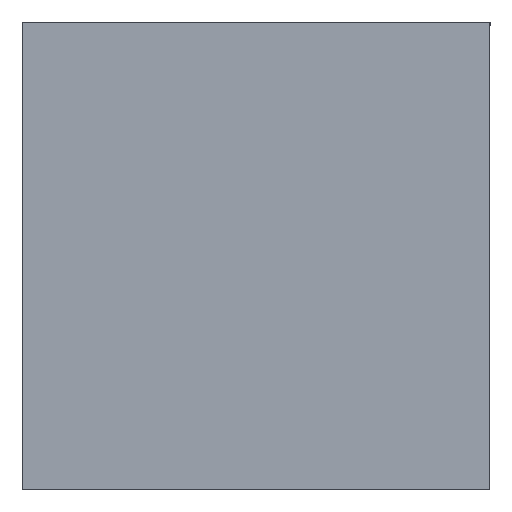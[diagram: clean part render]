
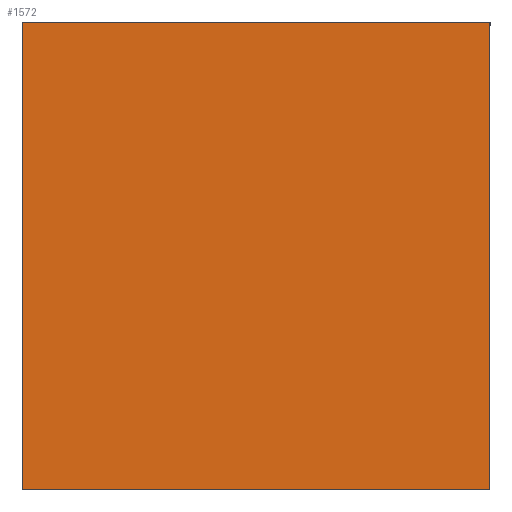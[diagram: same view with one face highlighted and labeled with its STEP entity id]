
A CAD part, left-side view. The second image highlights one B-rep face of the part: STEP entity #1572.
In plain terms, the highlighted planar face has unit normal (-1, 0, 0).
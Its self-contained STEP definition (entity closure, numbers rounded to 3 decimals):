
#44 = LINE ( 'NONE', #475, #1667 ) ;
#160 = CARTESIAN_POINT ( 'NONE',  ( 0., 0., 0. ) ) ;
#246 = CARTESIAN_POINT ( 'NONE',  ( 0., 1.45, 0. ) ) ;
#424 = CARTESIAN_POINT ( 'NONE',  ( 0., 1.45, 0. ) ) ;
#475 = CARTESIAN_POINT ( 'NONE',  ( 0., 1.45, -1.45 ) ) ;
#489 = EDGE_CURVE ( 'NONE', #1005, #1601, #964, .T. ) ;
#497 = LINE ( 'NONE', #910, #1548 ) ;
#702 = PLANE ( 'NONE',  #1556 ) ;
#720 = CARTESIAN_POINT ( 'NONE',  ( 0., 1.45, 0. ) ) ;
#883 = DIRECTION ( 'NONE',  ( 0., 0., 1. ) ) ;
#910 = CARTESIAN_POINT ( 'NONE',  ( 0., 1.45, 0. ) ) ;
#913 = VECTOR ( 'NONE', #963, 1000. ) ;
#963 = DIRECTION ( 'NONE',  ( 0., 0., 1. ) ) ;
#964 = LINE ( 'NONE', #2242, #1806 ) ;
#1005 = VERTEX_POINT ( 'NONE', #1662 ) ;
#1327 = ORIENTED_EDGE ( 'NONE', *, *, #1857, .F. ) ;
#1430 = DIRECTION ( 'NONE',  ( 0., -1., 0. ) ) ;
#1433 = ORIENTED_EDGE ( 'NONE', *, *, #2222, .F. ) ;
#1470 = DIRECTION ( 'NONE',  ( 0., 0., -1. ) ) ;
#1548 = VECTOR ( 'NONE', #2468, 1000. ) ;
#1556 = AXIS2_PLACEMENT_3D ( 'NONE', #720, #2271, #1470 ) ;
#1572 = ADVANCED_FACE ( 'NONE', ( #2476 ), #702, .F. ) ;
#1601 = VERTEX_POINT ( 'NONE', #160 ) ;
#1628 = VERTEX_POINT ( 'NONE', #1914 ) ;
#1662 = CARTESIAN_POINT ( 'NONE',  ( 0., 0., -1.45 ) ) ;
#1667 = VECTOR ( 'NONE', #1430, 1000. ) ;
#1708 = LINE ( 'NONE', #424, #913 ) ;
#1806 = VECTOR ( 'NONE', #883, 1000. ) ;
#1857 = EDGE_CURVE ( 'NONE', #1628, #1970, #1708, .T. ) ;
#1914 = CARTESIAN_POINT ( 'NONE',  ( 0., 1.45, -1.45 ) ) ;
#1970 = VERTEX_POINT ( 'NONE', #246 ) ;
#2059 = ORIENTED_EDGE ( 'NONE', *, *, #2421, .T. ) ;
#2222 = EDGE_CURVE ( 'NONE', #1970, #1601, #497, .T. ) ;
#2242 = CARTESIAN_POINT ( 'NONE',  ( 0., 0., 0. ) ) ;
#2263 = EDGE_LOOP ( 'NONE', ( #2479, #1433, #1327, #2059 ) ) ;
#2271 = DIRECTION ( 'NONE',  ( 1., 0., 0. ) ) ;
#2421 = EDGE_CURVE ( 'NONE', #1628, #1005, #44, .T. ) ;
#2468 = DIRECTION ( 'NONE',  ( 0., -1., 0. ) ) ;
#2476 = FACE_OUTER_BOUND ( 'NONE', #2263, .T. ) ;
#2479 = ORIENTED_EDGE ( 'NONE', *, *, #489, .T. ) ;
